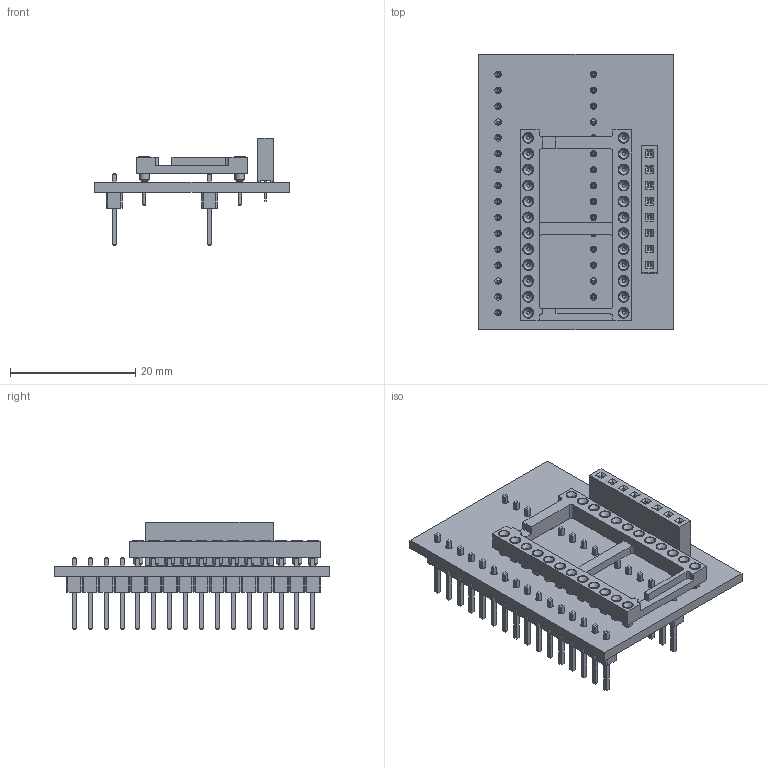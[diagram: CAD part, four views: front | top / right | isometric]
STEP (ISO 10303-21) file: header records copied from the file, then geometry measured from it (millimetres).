
FILE_DESCRIPTION(('KiCad electronic assembly'),'2;1');
FILE_NAME('ZX Interface 1 ROM Adapter.step','2023-11-29T08:17:15',( 'Pcbnew'),('Kicad'),'Open CASCADE STEP processor 7.7', 'KiCad to STEP converter','Unknown');
FILE_SCHEMA(('AUTOMOTIVE_DESIGN { 1 0 10303 214 1 1 1 1 }'));
Length unit declared in the file: millimetre
Products named in the file (8): ZX Interface 1 ROM Adapter 1; DIP-24_W15.24mm_Socket; SOLID; PinSocket_1x08_P2.54mm_Vertical; PinHeader_1x16_P2.54mm_Vertical; _autosave-ZX Interface 1 ROM Adapter PCB
Assembly tree (8 placements, depth 3):
  ZX Interface 1 ROM Adapter 1
    DIP-24_W15.24mm_Socket
      SOLID
    PinSocket_1x08_P2.54mm_Vertical
      SOLID
    PinHeader_1x16_P2.54mm_Vertical  x2
      SOLID
    _autosave-ZX Interface 1 ROM Adapter PCB
Bounding box: 31 x 44 x 17.24 mm (x, y, z)
Volume: 3746.2 mm3; surface area: 6723.1 mm2
Topology: 5 solids, 5 shells, 1431 faces, 3306 edges, 2091 vertices
Faces by surface type: plane 1187, cylinder 172, cone 72
Full cylindrical faces by diameter (mm): 0.508 x48, 0.8 x24, 1 x40, 1.524 x24, 1.724 x24
Entity records: 67772 total; most frequent: CARTESIAN_POINT 11515, DIRECTION 9354, LINE 6284, VECTOR 6284, ORIENTED_EDGE 4744, PCURVE 4744, DEFINITIONAL_REPRESENTATION 4744, EDGE_CURVE 2372
